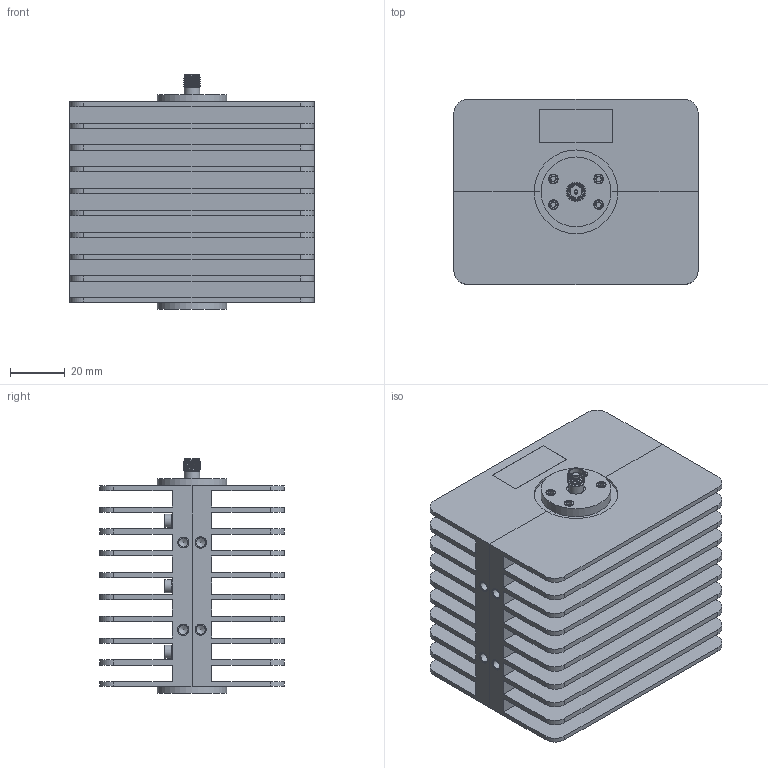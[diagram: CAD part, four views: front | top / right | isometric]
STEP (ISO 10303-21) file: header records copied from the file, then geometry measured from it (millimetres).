
FILE_DESCRIPTION (( 'STEP AP203' ), '1' );
FILE_NAME ('PE6040_3D.step', '2021-09-14T04:05:44', ( '' ), ( '' ), 'SwSTEP 2.0', 'SolidWorks 2021', '' );
FILE_SCHEMA (( 'CONFIG_CONTROL_DESIGN' ));
Length unit declared in the file: inch
Products named in the file (1): PE6040_3D
Bounding box: 88.9 x 67.31 x 85.34 mm (x, y, z)
Volume: 183417.2 mm3; surface area: 115313 mm2
Topology: 1 solids, 1 shells, 433 faces, 953 edges, 567 vertices
Faces by surface type: plane 233, cone 113, cylinder 83, bspline 3, torus 1
Full cylindrical faces by diameter (mm): 0.94 x1, 1.194 x1, 3.3 x2, 3.454 x2, 3.486 x8, 3.556 x8, 4 x2, 4.166 x2, 4.572 x1, 4.755 x6, 5.582 x2, 7.106 x1, 25.4 x2
Entity records: 12775 total; most frequent: CARTESIAN_POINT 3603, DIRECTION 1912, ORIENTED_EDGE 1742, EDGE_CURVE 871, AXIS2_PLACEMENT_3D 711, VERTEX_POINT 549, EDGE_LOOP 542, VECTOR 490
